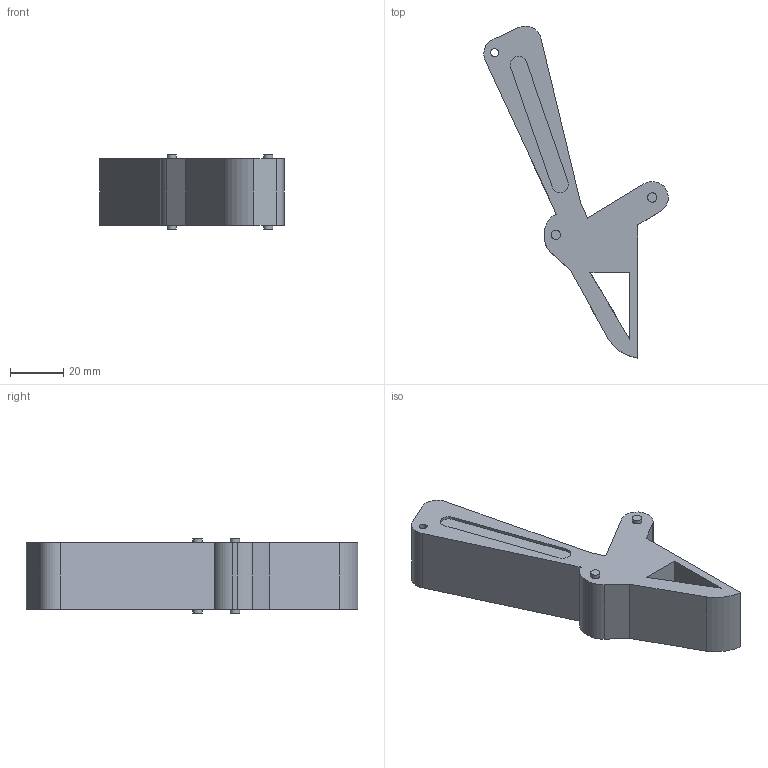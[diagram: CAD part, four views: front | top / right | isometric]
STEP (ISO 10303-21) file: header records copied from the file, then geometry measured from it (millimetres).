
FILE_DESCRIPTION(/* description */ (''),/* implementation_level */ '2;1');
FILE_NAME(/* name */ '5f02fc84ca10411899473af1',/* time_stamp */ '2020-07-06T10:27:18+00:00',/* author */ (''),/* organization */ (''),/* preprocessor_version */ 'ST-DEVELOPER v16.7',/* originating_system */ $,/* authorisation */ $);
FILE_SCHEMA (('AUTOMOTIVE_DESIGN {1 0 10303 214 3 1 1}'));
Length unit declared in the file: metre
Products named in the file (1): Jaw 7
Bounding box: 69.34 x 124.8 x 28 mm (x, y, z)
Volume: 59786.9 mm3; surface area: 15543.6 mm2
Topology: 1 solids, 1 shells, 62 faces, 157 edges, 103 vertices
Faces by surface type: plane 47, cylinder 15
Full cylindrical faces by diameter (mm): 3 x1, 3.5 x4
Entity records: 1864 total; most frequent: CARTESIAN_POINT 318, DIRECTION 308, ORIENTED_EDGE 304, EDGE_CURVE 152, LINE 122, VECTOR 122, VERTEX_POINT 103, AXIS2_PLACEMENT_3D 93
